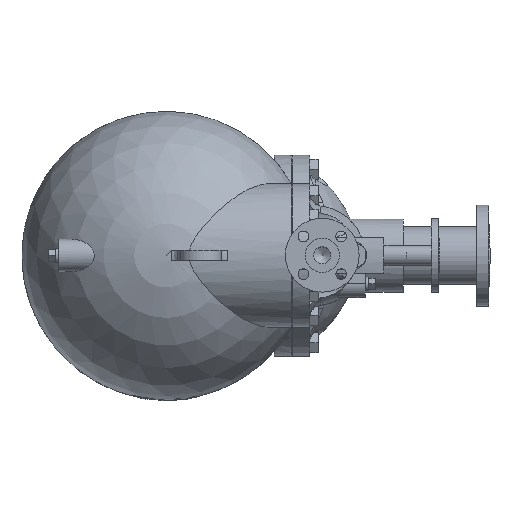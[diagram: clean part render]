
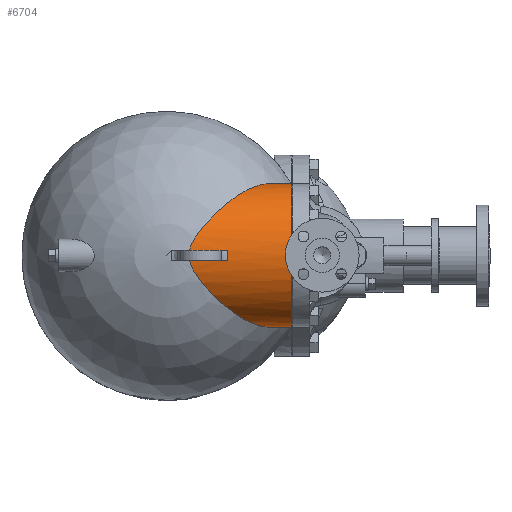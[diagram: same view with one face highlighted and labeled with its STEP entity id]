
A CAD part, top view. The second image highlights one B-rep face of the part: STEP entity #6704.
In plain terms, the highlighted cylindrical face has radius 107 mm (diameter 214 mm), a partial arc.
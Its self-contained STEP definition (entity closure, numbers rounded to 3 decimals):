
#497=LINE('',#12852,#1016);
#499=LINE('',#12857,#1018);
#529=LINE('',#13082,#1048);
#530=LINE('',#13085,#1049);
#1016=VECTOR('',#8825,33.1);
#1018=VECTOR('',#8829,33.1);
#1048=VECTOR('',#8963,57.09);
#1049=VECTOR('',#8966,57.09);
#1200=B_SPLINE_CURVE_WITH_KNOTS('',3,(#12603,#12604,#12605,#12606,#12607,
#12608,#12609,#12610,#12611,#12612,#12613,#12614,#12615,#12616,#12617,#12618,
#12619,#12620,#12621,#12622,#12623,#12624,#12625,#12626),.UNSPECIFIED.,
 .F.,.F.,(4,2,2,2,2,2,2,2,2,2,2,4),(23.541,24.138,24.832,
25.526,26.913,28.3,29.687,32.461,
35.236,37.92,40.604,42.899),
 .UNSPECIFIED.);
#1208=B_SPLINE_CURVE_WITH_KNOTS('',3,(#12777,#12778,#12779,#12780,#12781,
#12782,#12783,#12784,#12785,#12786,#12787,#12788,#12789,#12790,#12791,#12792,
#12793,#12794,#12795,#12796,#12797,#12798),.UNSPECIFIED.,.F.,.F.,(4,2,2,
2,2,2,2,2,2,2,4),(2.974,5.73,8.485,11.24,
13.996,15.583,17.171,18.759,20.346,
21.294,22.085),.UNSPECIFIED.);
#1218=B_SPLINE_CURVE_WITH_KNOTS('',3,(#13086,#13087,#13088,#13089),
 .UNSPECIFIED.,.F.,.F.,(4,4),(-45.73,-44.094),
 .UNSPECIFIED.);
#1966=FACE_OUTER_BOUND('',#2465,.T.);
#2465=EDGE_LOOP('',(#5983,#5984,#5985,#5986,#5987,#5988,#5989,#5990));
#2772=CIRCLE('',#7306,107.);
#3325=VERTEX_POINT('',#12600);
#3326=VERTEX_POINT('',#12602);
#3351=VERTEX_POINT('',#12774);
#3352=VERTEX_POINT('',#12776);
#3357=VERTEX_POINT('',#12850);
#3359=VERTEX_POINT('',#12856);
#3406=VERTEX_POINT('',#13081);
#3407=VERTEX_POINT('',#13084);
#4192=EDGE_CURVE('',#3325,#3326,#1200,.T.);
#4218=EDGE_CURVE('',#3351,#3352,#1208,.T.);
#4225=EDGE_CURVE('',#3357,#3351,#497,.T.);
#4227=EDGE_CURVE('',#3359,#3326,#499,.T.);
#4294=EDGE_CURVE('',#3406,#3352,#529,.T.);
#4295=EDGE_CURVE('',#3359,#3357,#2772,.T.);
#4296=EDGE_CURVE('',#3325,#3407,#530,.T.);
#4297=EDGE_CURVE('',#3406,#3407,#1218,.T.);
#5983=ORIENTED_EDGE('',*,*,#4294,.T.);
#5984=ORIENTED_EDGE('',*,*,#4218,.F.);
#5985=ORIENTED_EDGE('',*,*,#4225,.F.);
#5986=ORIENTED_EDGE('',*,*,#4295,.F.);
#5987=ORIENTED_EDGE('',*,*,#4227,.T.);
#5988=ORIENTED_EDGE('',*,*,#4192,.F.);
#5989=ORIENTED_EDGE('',*,*,#4296,.T.);
#5990=ORIENTED_EDGE('',*,*,#4297,.F.);
#6347=CYLINDRICAL_SURFACE('',#7305,107.);
#6704=ADVANCED_FACE('',(#1966),#6347,.T.);
#7305=AXIS2_PLACEMENT_3D('',#13080,#8961,#8962);
#7306=AXIS2_PLACEMENT_3D('',#13083,#8964,#8965);
#8825=DIRECTION('',(-1.,0.,0.));
#8829=DIRECTION('',(-1.,0.,0.));
#8961=DIRECTION('center_axis',(-1.,0.,0.));
#8962=DIRECTION('ref_axis',(0.,1.,0.));
#8963=DIRECTION('',(-1.,0.,0.));
#8964=DIRECTION('center_axis',(1.,0.,0.));
#8965=DIRECTION('ref_axis',(0.,1.,0.));
#8966=DIRECTION('',(1.,0.,0.));
#12600=CARTESIAN_POINT('',(34.691,7.5,342.05));
#12602=CARTESIAN_POINT('',(153.9,107.,235.313));
#12603=CARTESIAN_POINT('Ctrl Pts',(34.691,7.5,342.05));
#12604=CARTESIAN_POINT('Ctrl Pts',(35.116,9.493,341.91));
#12605=CARTESIAN_POINT('Ctrl Pts',(35.694,11.434,341.717));
#12606=CARTESIAN_POINT('Ctrl Pts',(37.15,15.451,341.214));
#12607=CARTESIAN_POINT('Ctrl Pts',(38.068,17.524,340.889));
#12608=CARTESIAN_POINT('Ctrl Pts',(40.085,21.554,340.14));
#12609=CARTESIAN_POINT('Ctrl Pts',(41.185,23.511,339.717));
#12610=CARTESIAN_POINT('Ctrl Pts',(44.681,29.257,338.311));
#12611=CARTESIAN_POINT('Ctrl Pts',(47.266,32.926,337.192));
#12612=CARTESIAN_POINT('Ctrl Pts',(52.725,40.067,334.601));
#12613=CARTESIAN_POINT('Ctrl Pts',(55.598,43.533,333.129));
#12614=CARTESIAN_POINT('Ctrl Pts',(61.514,50.277,329.84));
#12615=CARTESIAN_POINT('Ctrl Pts',(64.558,53.555,328.022));
#12616=CARTESIAN_POINT('Ctrl Pts',(73.834,63.084,322.063));
#12617=CARTESIAN_POINT('Ctrl Pts',(80.186,69.006,317.423));
#12618=CARTESIAN_POINT('Ctrl Pts',(92.721,79.66,307.133));
#12619=CARTESIAN_POINT('Ctrl Pts',(98.908,84.387,301.483));
#12620=CARTESIAN_POINT('Ctrl Pts',(110.529,92.276,289.918));
#12621=CARTESIAN_POINT('Ctrl Pts',(116.417,95.781,283.582));
#12622=CARTESIAN_POINT('Ctrl Pts',(128.165,101.512,269.94));
#12623=CARTESIAN_POINT('Ctrl Pts',(134.026,103.738,262.635));
#12624=CARTESIAN_POINT('Ctrl Pts',(144.588,106.373,248.621));
#12625=CARTESIAN_POINT('Ctrl Pts',(149.342,107.,241.974));
#12626=CARTESIAN_POINT('Ctrl Pts',(153.9,107.,235.313));
#12774=CARTESIAN_POINT('',(153.9,-107.,235.313));
#12776=CARTESIAN_POINT('',(34.691,-7.5,342.05));
#12777=CARTESIAN_POINT('Ctrl Pts',(153.9,-107.,235.313));
#12778=CARTESIAN_POINT('Ctrl Pts',(148.713,-107.,242.893));
#12779=CARTESIAN_POINT('Ctrl Pts',(143.163,-106.183,250.615));
#12780=CARTESIAN_POINT('Ctrl Pts',(131.571,-102.876,265.736));
#12781=CARTESIAN_POINT('Ctrl Pts',(125.527,-100.387,273.133));
#12782=CARTESIAN_POINT('Ctrl Pts',(113.22,-93.956,287.084));
#12783=CARTESIAN_POINT('Ctrl Pts',(106.948,-90.011,293.643));
#12784=CARTESIAN_POINT('Ctrl Pts',(94.5,-81.064,305.549));
#12785=CARTESIAN_POINT('Ctrl Pts',(88.321,-76.063,310.896));
#12786=CARTESIAN_POINT('Ctrl Pts',(78.972,-67.776,318.21));
#12787=CARTESIAN_POINT('Ctrl Pts',(75.399,-64.45,320.836));
#12788=CARTESIAN_POINT('Ctrl Pts',(68.157,-57.317,325.771));
#12789=CARTESIAN_POINT('Ctrl Pts',(64.488,-53.511,328.08));
#12790=CARTESIAN_POINT('Ctrl Pts',(57.302,-45.554,332.236));
#12791=CARTESIAN_POINT('Ctrl Pts',(53.783,-41.406,334.082));
#12792=CARTESIAN_POINT('Ctrl Pts',(47.199,-32.878,337.239));
#12793=CARTESIAN_POINT('Ctrl Pts',(44.131,-28.501,338.55));
#12794=CARTESIAN_POINT('Ctrl Pts',(39.948,-21.344,340.199));
#12795=CARTESIAN_POINT('Ctrl Pts',(38.435,-18.439,340.758));
#12796=CARTESIAN_POINT('Ctrl Pts',(36.132,-12.843,341.571));
#12797=CARTESIAN_POINT('Ctrl Pts',(35.266,-10.195,341.861));
#12798=CARTESIAN_POINT('Ctrl Pts',(34.691,-7.5,342.05));
#12850=CARTESIAN_POINT('',(187.,-107.,235.313));
#12852=CARTESIAN_POINT('',(187.,-107.,235.313));
#12856=CARTESIAN_POINT('',(187.,107.,235.313));
#12857=CARTESIAN_POINT('',(187.,107.,235.313));
#13080=CARTESIAN_POINT('Origin',(187.,0.,235.313));
#13081=CARTESIAN_POINT('',(91.78,-7.5,342.05));
#13082=CARTESIAN_POINT('',(187.,-7.5,342.05));
#13083=CARTESIAN_POINT('Origin',(187.,0.,235.313));
#13084=CARTESIAN_POINT('',(91.78,7.5,342.05));
#13085=CARTESIAN_POINT('',(187.,7.5,342.05));
#13086=CARTESIAN_POINT('Ctrl Pts',(91.78,-7.5,342.05));
#13087=CARTESIAN_POINT('Ctrl Pts',(91.852,-2.492,342.402));
#13088=CARTESIAN_POINT('Ctrl Pts',(91.852,2.498,342.402));
#13089=CARTESIAN_POINT('Ctrl Pts',(91.78,7.5,342.05));
